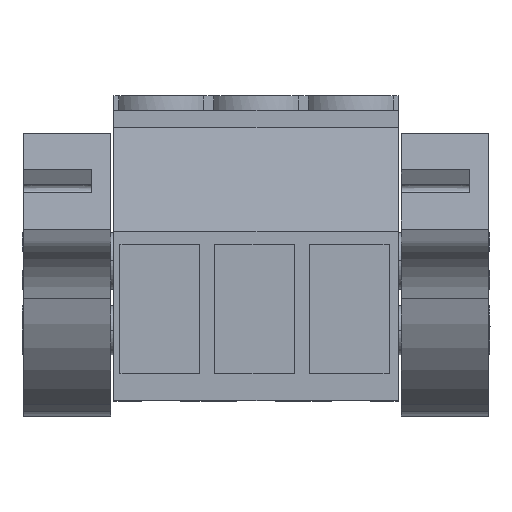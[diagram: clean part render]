
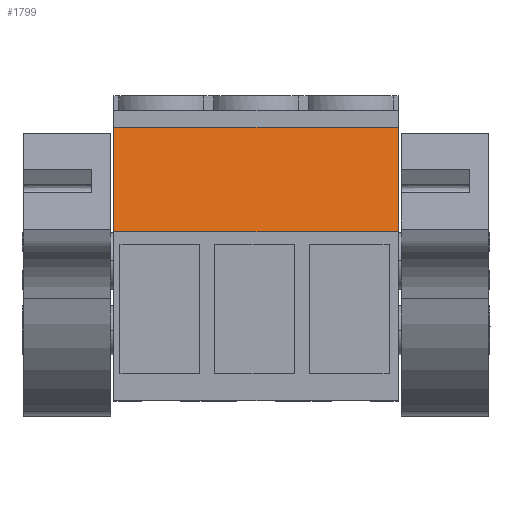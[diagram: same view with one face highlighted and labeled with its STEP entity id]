
A CAD part, top view. The second image highlights one B-rep face of the part: STEP entity #1799.
In plain terms, the highlighted planar face has unit normal (0, 0.18, 0.984).
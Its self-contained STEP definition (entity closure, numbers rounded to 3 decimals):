
#1779=AXIS2_PLACEMENT_3D('Plane Axis2P3D',#1776,#1777,#1778) ;
#126=CARTESIAN_POINT('Vertex',(4.85,9.734,19.751)) ;
#129=CARTESIAN_POINT('Line Origine',(4.85,12.491,19.247)) ;
#133=CARTESIAN_POINT('Vertex',(4.85,15.248,18.742)) ;
#1760=CARTESIAN_POINT('Vertex',(19.85,9.734,19.751)) ;
#1763=CARTESIAN_POINT('Line Origine',(12.35,9.734,19.751)) ;
#1776=CARTESIAN_POINT('Axis2P3D Location',(-5.15,15.248,18.742)) ;
#1781=CARTESIAN_POINT('Line Origine',(19.85,12.491,19.247)) ;
#1785=CARTESIAN_POINT('Vertex',(19.85,15.248,18.742)) ;
#1788=CARTESIAN_POINT('Line Origine',(12.35,15.248,18.742)) ;
#130=DIRECTION('Vector Direction',(0.,-0.984,0.18)) ;
#1764=DIRECTION('Vector Direction',(1.,0.,0.)) ;
#1777=DIRECTION('Axis2P3D Direction',(0.,0.18,0.984)) ;
#1778=DIRECTION('Axis2P3D XDirection',(0.,-0.984,0.18)) ;
#1782=DIRECTION('Vector Direction',(0.,-0.984,0.18)) ;
#1789=DIRECTION('Vector Direction',(1.,0.,0.)) ;
#131=VECTOR('Line Direction',#130,1.) ;
#1765=VECTOR('Line Direction',#1764,1.) ;
#1783=VECTOR('Line Direction',#1782,1.) ;
#1790=VECTOR('Line Direction',#1789,1.) ;
#1794=ORIENTED_EDGE('',*,*,#135,.F.) ;
#1795=ORIENTED_EDGE('',*,*,#1767,.T.) ;
#1796=ORIENTED_EDGE('',*,*,#1787,.F.) ;
#1797=ORIENTED_EDGE('',*,*,#1792,.F.) ;
#1799=ADVANCED_FACE('HOUSING',(#1798),#1780,.T.) ;
#135=EDGE_CURVE('',#127,#134,#132,.F.) ;
#1767=EDGE_CURVE('',#127,#1761,#1766,.T.) ;
#1787=EDGE_CURVE('',#1786,#1761,#1784,.T.) ;
#1792=EDGE_CURVE('',#134,#1786,#1791,.T.) ;
#1793=EDGE_LOOP('',(#1794,#1795,#1796,#1797)) ;
#1798=FACE_OUTER_BOUND('',#1793,.T.) ;
#132=LINE('Line',#129,#131) ;
#1766=LINE('Line',#1763,#1765) ;
#1784=LINE('Line',#1781,#1783) ;
#1791=LINE('Line',#1788,#1790) ;
#1780=PLANE('',#1779) ;
#127=VERTEX_POINT('',#126) ;
#134=VERTEX_POINT('',#133) ;
#1761=VERTEX_POINT('',#1760) ;
#1786=VERTEX_POINT('',#1785) ;
